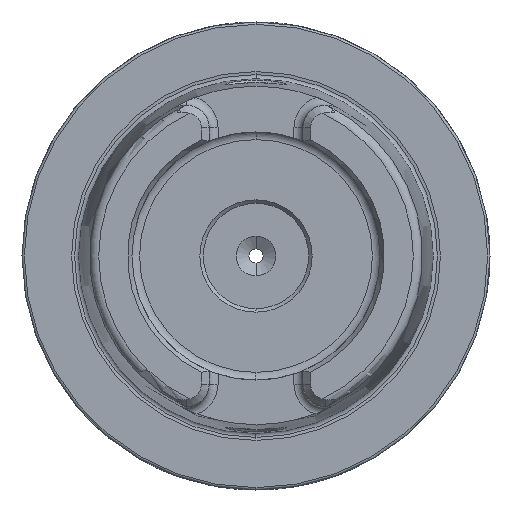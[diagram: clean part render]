
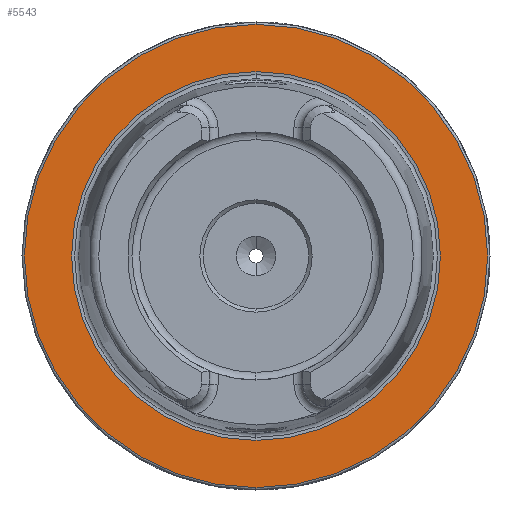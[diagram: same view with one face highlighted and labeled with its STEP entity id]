
A CAD part, left-side view. The second image highlights one B-rep face of the part: STEP entity #5543.
In plain terms, the highlighted planar face has unit normal (-1, 0, 0).
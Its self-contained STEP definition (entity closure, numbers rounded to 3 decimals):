
#1148 = EDGE_LOOP ( 'NONE', ( #20571, #20563 ) ) ;
#1149 = EDGE_LOOP ( 'NONE', ( #20558, #20556 ) ) ;
#3725 = AXIS2_PLACEMENT_3D ( 'NONE', #17525, #17523, #17528 ) ;
#3826 = CIRCLE ( 'NONE', #3829, 39.405 ) ;
#3828 = CIRCLE ( 'NONE', #3831, 49.5 ) ;
#3829 = AXIS2_PLACEMENT_3D ( 'NONE', #10071, #10072, #10073 ) ;
#3831 = AXIS2_PLACEMENT_3D ( 'NONE', #10074, #10075, #10076 ) ;
#3954 = CIRCLE ( 'NONE', #3958, 49.5 ) ;
#3958 = AXIS2_PLACEMENT_3D ( 'NONE', #8596, #8597, #8598 ) ;
#4270 = EDGE_CURVE ( 'NONE', #13330, #13325, #8284, .T. ) ;
#5543 = ADVANCED_FACE ( 'NONE', ( #17520, #17526 ), #17527, .F. ) ;
#7224 = EDGE_CURVE ( 'NONE', #13325, #13330, #3826, .T. ) ;
#7225 = EDGE_CURVE ( 'NONE', #13322, #13323, #3828, .T. ) ;
#7299 = EDGE_CURVE ( 'NONE', #13323, #13322, #3954, .T. ) ;
#8284 = CIRCLE ( 'NONE', #8286, 39.405 ) ;
#8286 = AXIS2_PLACEMENT_3D ( 'NONE', #13109, #13108, #13107 ) ;
#8596 = CARTESIAN_POINT ( 'NONE',  ( 0., 0., 0. ) ) ;
#8597 = DIRECTION ( 'NONE',  ( -1., 0., 0. ) ) ;
#8598 = DIRECTION ( 'NONE',  ( 0., 0., 1. ) ) ;
#9446 = CARTESIAN_POINT ( 'NONE',  ( 0., 0., -49.5 ) ) ;
#9447 = CARTESIAN_POINT ( 'NONE',  ( 0., 0., 49.5 ) ) ;
#9449 = CARTESIAN_POINT ( 'NONE',  ( 0., 0., 39.405 ) ) ;
#9454 = CARTESIAN_POINT ( 'NONE',  ( 0., 0., -39.405 ) ) ;
#10071 = CARTESIAN_POINT ( 'NONE',  ( 0., 0., 0. ) ) ;
#10072 = DIRECTION ( 'NONE',  ( -1., 0., 0. ) ) ;
#10073 = DIRECTION ( 'NONE',  ( 0., 0., 1. ) ) ;
#10074 = CARTESIAN_POINT ( 'NONE',  ( 0., 0., 0. ) ) ;
#10075 = DIRECTION ( 'NONE',  ( -1., 0., 0. ) ) ;
#10076 = DIRECTION ( 'NONE',  ( 0., 0., 1. ) ) ;
#13107 = DIRECTION ( 'NONE',  ( 0., 0., 1. ) ) ;
#13108 = DIRECTION ( 'NONE',  ( -1., 0., 0. ) ) ;
#13109 = CARTESIAN_POINT ( 'NONE',  ( 0., 0., 0. ) ) ;
#13322 = VERTEX_POINT ( 'NONE', #9446 ) ;
#13323 = VERTEX_POINT ( 'NONE', #9447 ) ;
#13325 = VERTEX_POINT ( 'NONE', #9449 ) ;
#13330 = VERTEX_POINT ( 'NONE', #9454 ) ;
#17520 = FACE_BOUND ( 'NONE', #1149, .T. ) ;
#17523 = DIRECTION ( 'NONE',  ( 1., 0., 0. ) ) ;
#17525 = CARTESIAN_POINT ( 'NONE',  ( 0., 49.5, 0. ) ) ;
#17526 = FACE_OUTER_BOUND ( 'NONE', #1148, .T. ) ;
#17527 = PLANE ( 'NONE',  #3725 ) ;
#17528 = DIRECTION ( 'NONE',  ( 0., 0., -1. ) ) ;
#20556 = ORIENTED_EDGE ( 'NONE', *, *, #4270, .F. ) ;
#20558 = ORIENTED_EDGE ( 'NONE', *, *, #7224, .F. ) ;
#20563 = ORIENTED_EDGE ( 'NONE', *, *, #7225, .T. ) ;
#20571 = ORIENTED_EDGE ( 'NONE', *, *, #7299, .T. ) ;
